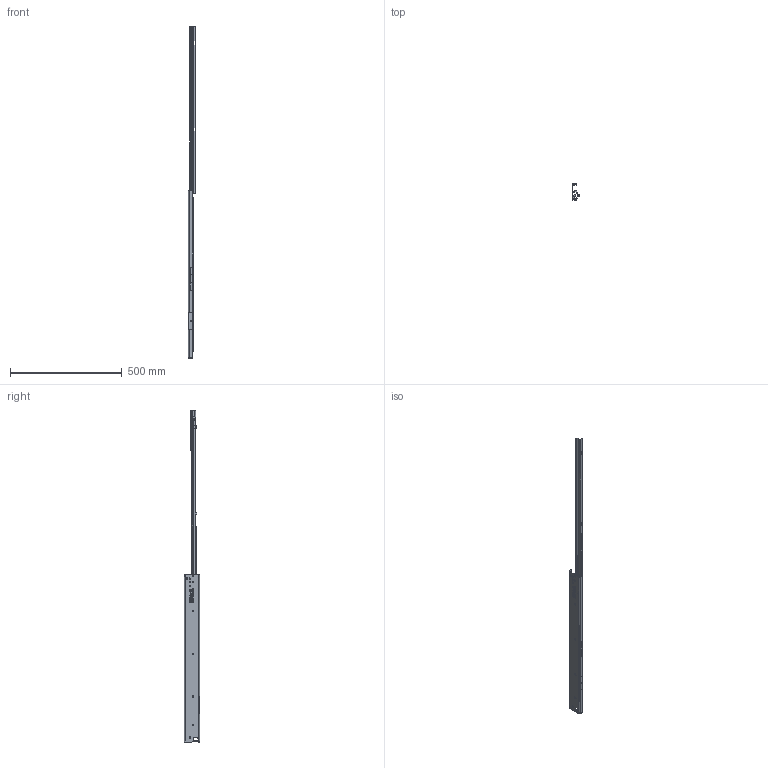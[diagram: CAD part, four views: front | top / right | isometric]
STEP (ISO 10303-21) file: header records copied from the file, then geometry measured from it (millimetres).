
FILE_DESCRIPTION (( 'STEP AP214' ), '1' );
FILE_NAME ('FR_7100_SCC_US.0700mm_30inch_open_left.STEP', '2023-03-22T15:29:32', ( '' ), ( '' ), 'SwSTEP 2.0', 'SolidWorks 2020', '' );
FILE_SCHEMA (( 'AUTOMOTIVE_DESIGN' ));
Length unit declared in the file: millimetre
Products named in the file (6): CS# 7100.XXX-03.S097_NL 750; FR_7100_SCC_US.0700mm_30inch_open_left; CS# 7100.XXX-01.0000_NL 750; PG-018
Assembly tree (6 placements, depth 3):
  FR_7100_SCC_US.0700mm_30inch_open_left
    CS# 7100.XXX-01.0000_NL 750
      CS# 7100.XXX-01.0000_NL 750
      PG-018  x2
    CS# 7100.XXX-03.S097_NL 750
      CS# 7100.XXX-03.S097_NL 750
Bounding box: 34.55 x 70.8 x 1485.01 mm (x, y, z)
Volume: 268770.9 mm3; surface area: 238450.8 mm2
Topology: 4 solids, 4 shells, 982 faces, 2584 edges, 1652 vertices
Faces by surface type: plane 543, bspline 173, cylinder 157, cone 91, torus 16, sphere 2
Entity records: 48887 total; most frequent: CARTESIAN_POINT 20217, ORIENTED_EDGE 5060, DIRECTION 3955, EDGE_CURVE 2530, VERTEX_POINT 1624, LINE 1519, VECTOR 1519, AXIS2_PLACEMENT_3D 1218
